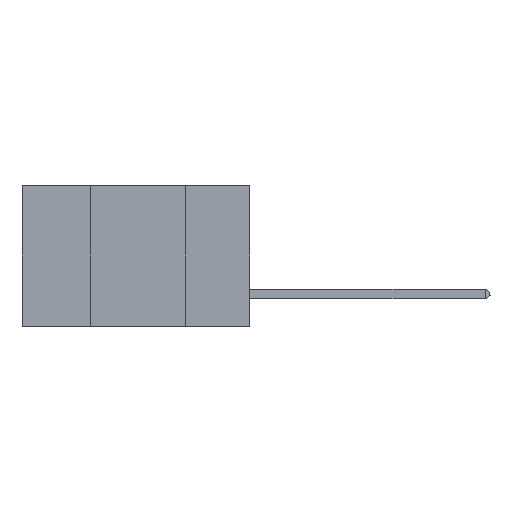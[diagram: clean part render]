
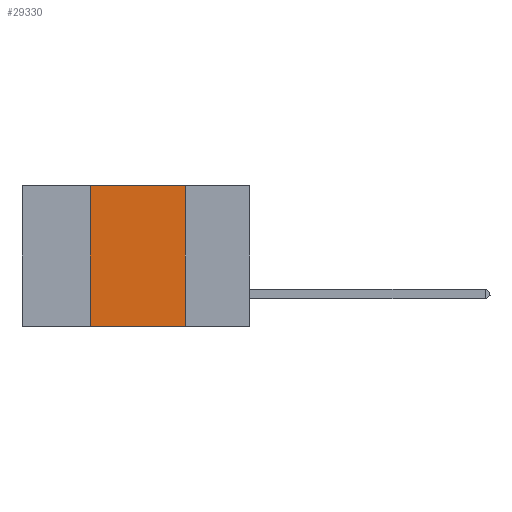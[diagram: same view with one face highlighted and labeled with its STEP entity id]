
A CAD part, left-side view. The second image highlights one B-rep face of the part: STEP entity #29330.
In plain terms, the highlighted planar face has unit normal (-1, 0, 0).
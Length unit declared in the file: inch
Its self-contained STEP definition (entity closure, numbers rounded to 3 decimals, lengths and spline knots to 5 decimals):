
#326 = VECTOR ( 'NONE', #434, 39.37008 ) ;
#434 = DIRECTION ( 'NONE',  ( 0., -1., 0. ) ) ;
#2925 = AXIS2_PLACEMENT_3D ( 'NONE', #10376, #37548, #13226 ) ;
#3358 = EDGE_CURVE ( 'NONE', #24682, #21039, #10800, .T. ) ;
#3935 = CARTESIAN_POINT ( 'NONE',  ( 0., 0.17, 0. ) ) ;
#7006 = CARTESIAN_POINT ( 'NONE',  ( 0., 0.6, -0.37 ) ) ;
#9318 = EDGE_CURVE ( 'NONE', #10303, #33507, #19714, .T. ) ;
#10289 = LINE ( 'NONE', #3935, #12046 ) ;
#10303 = VERTEX_POINT ( 'NONE', #21067 ) ;
#10376 = CARTESIAN_POINT ( 'NONE',  ( 0., 0.6, 0. ) ) ;
#10800 = LINE ( 'NONE', #14957, #31250 ) ;
#10904 = ORIENTED_EDGE ( 'NONE', *, *, #3358, .F. ) ;
#12046 = VECTOR ( 'NONE', #39861, 39.37008 ) ;
#13226 = DIRECTION ( 'NONE',  ( 0., 0., -1. ) ) ;
#13276 = ORIENTED_EDGE ( 'NONE', *, *, #9318, .T. ) ;
#14273 = LINE ( 'NONE', #23272, #26445 ) ;
#14860 = CARTESIAN_POINT ( 'NONE',  ( 0., 0.17, -0.37 ) ) ;
#14957 = CARTESIAN_POINT ( 'NONE',  ( 0., 0.6, 0. ) ) ;
#15457 = CARTESIAN_POINT ( 'NONE',  ( 0., 0.17, 0. ) ) ;
#17341 = EDGE_CURVE ( 'NONE', #10303, #24682, #14273, .T. ) ;
#19714 = LINE ( 'NONE', #7006, #326 ) ;
#20025 = FACE_OUTER_BOUND ( 'NONE', #30832, .T. ) ;
#21039 = VERTEX_POINT ( 'NONE', #15457 ) ;
#21067 = CARTESIAN_POINT ( 'NONE',  ( 0., 0.42, -0.37 ) ) ;
#23272 = CARTESIAN_POINT ( 'NONE',  ( 0., 0.42, 0. ) ) ;
#24605 = DIRECTION ( 'NONE',  ( 0., -1., 0. ) ) ;
#24682 = VERTEX_POINT ( 'NONE', #34636 ) ;
#26430 = ORIENTED_EDGE ( 'NONE', *, *, #17341, .F. ) ;
#26445 = VECTOR ( 'NONE', #33568, 39.37008 ) ;
#29330 = ADVANCED_FACE ( 'NONE', ( #20025 ), #40819, .F. ) ;
#30832 = EDGE_LOOP ( 'NONE', ( #36223, #10904, #26430, #13276 ) ) ;
#31250 = VECTOR ( 'NONE', #24605, 39.37008 ) ;
#31450 = EDGE_CURVE ( 'NONE', #21039, #33507, #10289, .T. ) ;
#33507 = VERTEX_POINT ( 'NONE', #14860 ) ;
#33568 = DIRECTION ( 'NONE',  ( 0., 0., 1. ) ) ;
#34636 = CARTESIAN_POINT ( 'NONE',  ( 0., 0.42, 0. ) ) ;
#36223 = ORIENTED_EDGE ( 'NONE', *, *, #31450, .F. ) ;
#37548 = DIRECTION ( 'NONE',  ( 1., 0., 0. ) ) ;
#39861 = DIRECTION ( 'NONE',  ( 0., 0., -1. ) ) ;
#40819 = PLANE ( 'NONE',  #2925 ) ;
